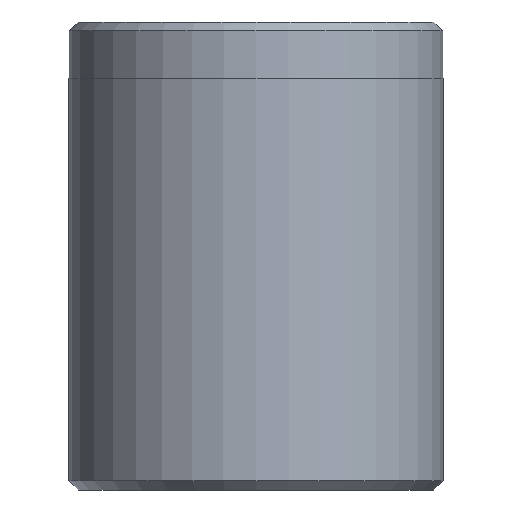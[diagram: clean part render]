
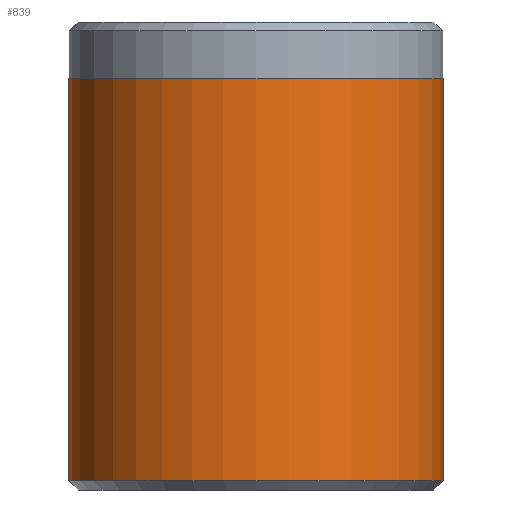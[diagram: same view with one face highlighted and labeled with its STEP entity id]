
A CAD part, front view. The second image highlights one B-rep face of the part: STEP entity #839.
In plain terms, the highlighted cylindrical face has radius 10 mm (diameter 20 mm), a partial arc.
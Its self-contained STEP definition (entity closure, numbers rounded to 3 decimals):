
#29 = EDGE_CURVE ( 'NONE', #752, #1070, #1166, .T. ) ;
#76 = DIRECTION ( 'NONE',  ( 0., 0., 1. ) ) ;
#206 = CARTESIAN_POINT ( 'NONE',  ( -10., 0., 0.5 ) ) ;
#215 = VERTEX_POINT ( 'NONE', #1422 ) ;
#481 = DIRECTION ( 'NONE',  ( 0., 0., -1. ) ) ;
#517 = AXIS2_PLACEMENT_3D ( 'NONE', #879, #1547, #1374 ) ;
#527 = EDGE_CURVE ( 'NONE', #215, #1402, #599, .T. ) ;
#573 = ORIENTED_EDGE ( 'NONE', *, *, #29, .F. ) ;
#599 = LINE ( 'NONE', #1472, #1725 ) ;
#688 = CARTESIAN_POINT ( 'NONE',  ( 10., 0., 0.5 ) ) ;
#724 = CIRCLE ( 'NONE', #1400, 10. ) ;
#752 = VERTEX_POINT ( 'NONE', #1875 ) ;
#839 = ADVANCED_FACE ( 'NONE', ( #1249 ), #1185, .T. ) ;
#846 = ORIENTED_EDGE ( 'NONE', *, *, #1275, .T. ) ;
#879 = CARTESIAN_POINT ( 'NONE',  ( 0., 0., 25. ) ) ;
#923 = CARTESIAN_POINT ( 'NONE',  ( 0., 0., 0.5 ) ) ;
#1070 = VERTEX_POINT ( 'NONE', #688 ) ;
#1076 = CARTESIAN_POINT ( 'NONE',  ( 0., 0., 22. ) ) ;
#1099 = DIRECTION ( 'NONE',  ( 1., 0., 0. ) ) ;
#1166 = LINE ( 'NONE', #1816, #2073 ) ;
#1185 = CYLINDRICAL_SURFACE ( 'NONE', #517, 10. ) ;
#1249 = FACE_OUTER_BOUND ( 'NONE', #1279, .T. ) ;
#1250 = DIRECTION ( 'NONE',  ( 1., 0., 0. ) ) ;
#1275 = EDGE_CURVE ( 'NONE', #1402, #1070, #1497, .T. ) ;
#1279 = EDGE_LOOP ( 'NONE', ( #573, #1866, #1974, #846 ) ) ;
#1374 = DIRECTION ( 'NONE',  ( -1., 0., 0. ) ) ;
#1400 = AXIS2_PLACEMENT_3D ( 'NONE', #1076, #76, #1250 ) ;
#1402 = VERTEX_POINT ( 'NONE', #206 ) ;
#1422 = CARTESIAN_POINT ( 'NONE',  ( -10., 0., 22. ) ) ;
#1472 = CARTESIAN_POINT ( 'NONE',  ( -10., 0., 25. ) ) ;
#1497 = CIRCLE ( 'NONE', #2052, 10. ) ;
#1547 = DIRECTION ( 'NONE',  ( 0., 0., -1. ) ) ;
#1725 = VECTOR ( 'NONE', #481, 1000. ) ;
#1736 = DIRECTION ( 'NONE',  ( 0., 0., -1. ) ) ;
#1776 = EDGE_CURVE ( 'NONE', #215, #752, #724, .T. ) ;
#1816 = CARTESIAN_POINT ( 'NONE',  ( 10., 0., 25. ) ) ;
#1866 = ORIENTED_EDGE ( 'NONE', *, *, #1776, .F. ) ;
#1875 = CARTESIAN_POINT ( 'NONE',  ( 10., 0., 22. ) ) ;
#1974 = ORIENTED_EDGE ( 'NONE', *, *, #527, .T. ) ;
#2052 = AXIS2_PLACEMENT_3D ( 'NONE', #923, #2113, #1099 ) ;
#2073 = VECTOR ( 'NONE', #1736, 1000. ) ;
#2113 = DIRECTION ( 'NONE',  ( 0., 0., 1. ) ) ;
